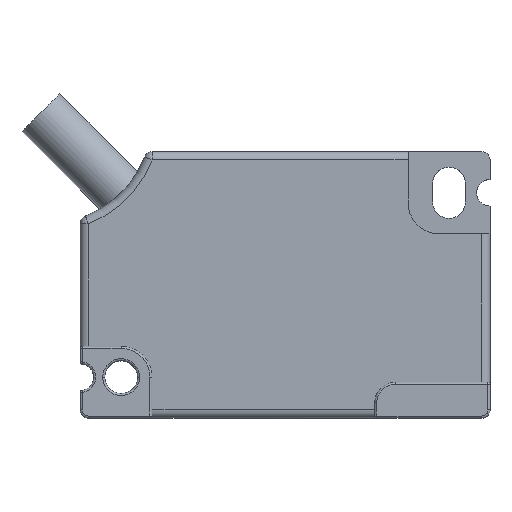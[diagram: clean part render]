
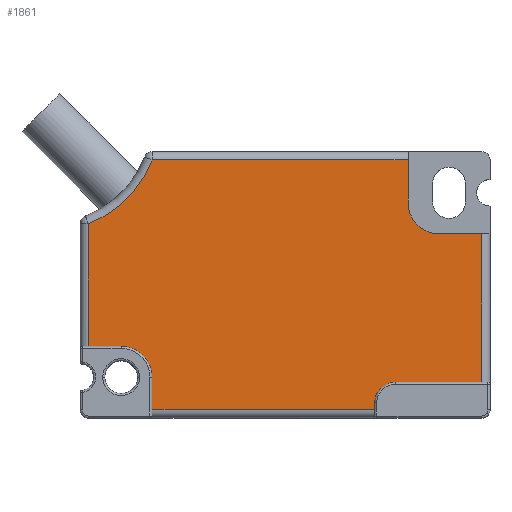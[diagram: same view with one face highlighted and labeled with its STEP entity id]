
A CAD part, top view. The second image highlights one B-rep face of the part: STEP entity #1861.
In plain terms, the highlighted planar face has unit normal (0, 0, 1).
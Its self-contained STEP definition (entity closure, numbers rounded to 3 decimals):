
#98=CARTESIAN_POINT('',(-43.07,29.07,5.8));
#99=DIRECTION('',(0.,0.,1.));
#100=DIRECTION('',(0.358,-0.934,0.));
#101=AXIS2_PLACEMENT_3D('',#98,#99,#100);
#103=CARTESIAN_POINT('',(-5.,21.,5.8));
#104=DIRECTION('',(0.,0.,1.));
#105=DIRECTION('',(-1.,0.,0.));
#106=AXIS2_PLACEMENT_3D('',#103,#104,#105);
#108=DIRECTION('',(1.,0.,0.));
#109=VECTOR('',#108,4.2);
#110=CARTESIAN_POINT('',(-5.,18.,5.8));
#111=LINE('',#110,#109);
#112=DIRECTION('',(0.,-1.,0.));
#113=VECTOR('',#112,14.5);
#114=CARTESIAN_POINT('',(-0.8,18.,5.8));
#115=LINE('',#114,#113);
#116=CARTESIAN_POINT('',(-9.25,1.5,5.8));
#117=DIRECTION('',(0.,0.,1.));
#118=DIRECTION('',(0.,1.,0.));
#119=AXIS2_PLACEMENT_3D('',#116,#117,#118);
#121=CARTESIAN_POINT('',(-36.,4.,5.8));
#122=DIRECTION('',(0.,0.,1.));
#123=DIRECTION('',(1.,0.,0.));
#124=AXIS2_PLACEMENT_3D('',#121,#122,#123);
#126=DIRECTION('',(0.,-1.,0.));
#127=VECTOR('',#126,11.987);
#128=CARTESIAN_POINT('',(-39.2,18.987,5.8));
#129=LINE('',#128,#127);
#393=DIRECTION('',(0.,1.,0.));
#394=VECTOR('',#393,4.2);
#395=CARTESIAN_POINT('',(-8.,21.,5.8));
#396=LINE('',#395,#394);
#402=DIRECTION('',(-1.,0.,0.));
#403=VECTOR('',#402,24.987);
#404=CARTESIAN_POINT('',(-8.,25.2,5.8));
#405=LINE('',#404,#403);
#760=DIRECTION('',(1.,0.,0.));
#761=VECTOR('',#760,3.2);
#762=CARTESIAN_POINT('',(-39.2,7.,5.8));
#763=LINE('',#762,#761);
#786=DIRECTION('',(0.,-1.,0.));
#787=VECTOR('',#786,3.2);
#788=CARTESIAN_POINT('',(-33.,4.,5.8));
#789=LINE('',#788,#787);
#819=DIRECTION('',(1.,0.,0.));
#820=VECTOR('',#819,21.75);
#821=CARTESIAN_POINT('',(-33.,0.8,5.8));
#822=LINE('',#821,#820);
#828=DIRECTION('',(0.,1.,0.));
#829=VECTOR('',#828,0.7);
#830=CARTESIAN_POINT('',(-11.25,0.8,5.8));
#831=LINE('',#830,#829);
#923=DIRECTION('',(1.,0.,0.));
#924=VECTOR('',#923,8.45);
#925=CARTESIAN_POINT('',(-9.25,3.5,5.8));
#926=LINE('',#925,#924);
#1398=CARTESIAN_POINT('',(-0.8,3.5,5.8));
#1399=VERTEX_POINT('',#1398);
#1400=CARTESIAN_POINT('',(-9.25,3.5,5.8));
#1401=VERTEX_POINT('',#1400);
#1402=CARTESIAN_POINT('',(-11.25,1.5,5.8));
#1403=VERTEX_POINT('',#1402);
#1404=CARTESIAN_POINT('',(-11.25,0.8,5.8));
#1405=VERTEX_POINT('',#1404);
#1406=CARTESIAN_POINT('',(-33.,0.8,5.8));
#1407=VERTEX_POINT('',#1406);
#1408=CARTESIAN_POINT('',(-33.,4.,5.8));
#1409=VERTEX_POINT('',#1408);
#1410=CARTESIAN_POINT('',(-36.,7.,5.8));
#1411=VERTEX_POINT('',#1410);
#1412=CARTESIAN_POINT('',(-39.2,7.,5.8));
#1413=VERTEX_POINT('',#1412);
#1664=CARTESIAN_POINT('',(-8.,21.,5.8));
#1665=CARTESIAN_POINT('',(-8.,25.2,5.8));
#1666=VERTEX_POINT('',#1664);
#1667=VERTEX_POINT('',#1665);
#1670=CARTESIAN_POINT('',(-0.8,18.,5.8));
#1671=VERTEX_POINT('',#1670);
#1672=CARTESIAN_POINT('',(-5.,18.,5.8));
#1673=VERTEX_POINT('',#1672);
#1674=CARTESIAN_POINT('',(-39.2,18.987,5.8));
#1675=CARTESIAN_POINT('',(-32.987,25.2,5.8));
#1676=VERTEX_POINT('',#1674);
#1677=VERTEX_POINT('',#1675);
#1827=CARTESIAN_POINT('',(0.,0.,5.8));
#1828=DIRECTION('',(0.,0.,1.));
#1829=DIRECTION('',(1.,0.,0.));
#1830=AXIS2_PLACEMENT_3D('',#1827,#1828,#1829);
#1831=PLANE('',#1830);
#1833=ORIENTED_EDGE('',*,*,#1832,.F.);
#1835=ORIENTED_EDGE('',*,*,#1834,.T.);
#1837=ORIENTED_EDGE('',*,*,#1836,.F.);
#1839=ORIENTED_EDGE('',*,*,#1838,.F.);
#1841=ORIENTED_EDGE('',*,*,#1840,.T.);
#1843=ORIENTED_EDGE('',*,*,#1842,.T.);
#1844=ORIENTED_EDGE('',*,*,#1808,.T.);
#1846=ORIENTED_EDGE('',*,*,#1845,.F.);
#1848=ORIENTED_EDGE('',*,*,#1847,.T.);
#1850=ORIENTED_EDGE('',*,*,#1849,.F.);
#1852=ORIENTED_EDGE('',*,*,#1851,.F.);
#1854=ORIENTED_EDGE('',*,*,#1853,.F.);
#1856=ORIENTED_EDGE('',*,*,#1855,.T.);
#1858=ORIENTED_EDGE('',*,*,#1857,.F.);
#1859=EDGE_LOOP('',(#1833,#1835,#1837,#1839,#1841,#1843,#1844,#1846,#1848,#1850,
#1852,#1854,#1856,#1858));
#1860=FACE_OUTER_BOUND('',#1859,.F.);
#1861=ADVANCED_FACE('',(#1860),#1831,.T.);
#102=CIRCLE('',#101,10.8);
#107=CIRCLE('',#106,3.);
#120=CIRCLE('',#119,2.);
#125=CIRCLE('',#124,3.);
#1808=EDGE_CURVE('',#1671,#1399,#115,.T.);
#1832=EDGE_CURVE('',#1676,#1413,#129,.T.);
#1834=EDGE_CURVE('',#1676,#1677,#102,.T.);
#1836=EDGE_CURVE('',#1667,#1677,#405,.T.);
#1838=EDGE_CURVE('',#1666,#1667,#396,.T.);
#1840=EDGE_CURVE('',#1666,#1673,#107,.T.);
#1842=EDGE_CURVE('',#1673,#1671,#111,.T.);
#1845=EDGE_CURVE('',#1401,#1399,#926,.T.);
#1847=EDGE_CURVE('',#1401,#1403,#120,.T.);
#1849=EDGE_CURVE('',#1405,#1403,#831,.T.);
#1851=EDGE_CURVE('',#1407,#1405,#822,.T.);
#1853=EDGE_CURVE('',#1409,#1407,#789,.T.);
#1855=EDGE_CURVE('',#1409,#1411,#125,.T.);
#1857=EDGE_CURVE('',#1413,#1411,#763,.T.);
